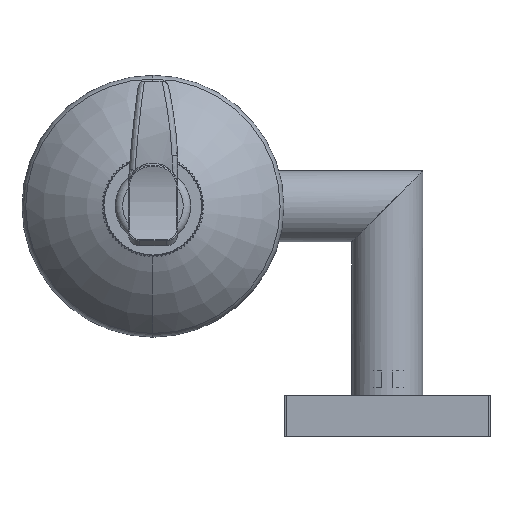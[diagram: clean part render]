
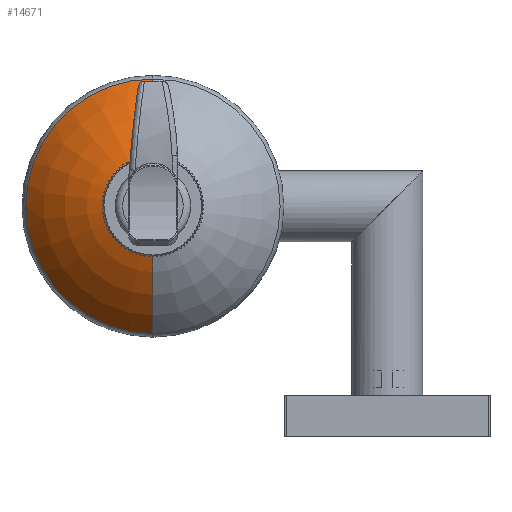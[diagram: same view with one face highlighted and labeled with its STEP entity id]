
A CAD part, top view. The second image highlights one B-rep face of the part: STEP entity #14671.
In plain terms, the highlighted toroidal (fillet/blend) face has major radius 8.4 mm and minor radius 53 mm.
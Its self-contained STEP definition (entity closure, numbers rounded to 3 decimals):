
#1481 = EDGE_CURVE ( 'NONE', #5547, #5544, #7896, .T. ) ;
#1483 = EDGE_CURVE ( 'NONE', #5528, #5548, #7898, .T. ) ;
#2786 = EDGE_CURVE ( 'NONE', #5547, #5528, #7922, .T. ) ;
#2787 = EDGE_CURVE ( 'NONE', #5544, #5548, #7923, .T. ) ;
#3612 = ORIENTED_EDGE ( 'NONE', *, *, #2787, .F. ) ;
#3613 = ORIENTED_EDGE ( 'NONE', *, *, #1481, .F. ) ;
#3614 = ORIENTED_EDGE ( 'NONE', *, *, #2786, .T. ) ;
#3615 = ORIENTED_EDGE ( 'NONE', *, *, #1483, .T. ) ;
#5042 = EDGE_LOOP ( 'NONE', ( #3613, #3614, #3615, #3612 ) ) ;
#5528 = VERTEX_POINT ( 'NONE', #18276 ) ;
#5544 = VERTEX_POINT ( 'NONE', #18793 ) ;
#5547 = VERTEX_POINT ( 'NONE', #18796 ) ;
#5548 = VERTEX_POINT ( 'NONE', #18797 ) ;
#7896 = CIRCLE ( 'NONE', #10830, 53. ) ;
#7898 = CIRCLE ( 'NONE', #10829, 53. ) ;
#7922 = CIRCLE ( 'NONE', #12668, 34. ) ;
#7923 = CIRCLE ( 'NONE', #12663, 11.055 ) ;
#10829 = AXIS2_PLACEMENT_3D ( 'NONE', #12025, #12026, #12027 ) ;
#10830 = AXIS2_PLACEMENT_3D ( 'NONE', #12016, #12020, #12021 ) ;
#12016 = CARTESIAN_POINT ( 'NONE',  ( 0., -83.1, 8.4 ) ) ;
#12020 = DIRECTION ( 'NONE',  ( 1., 0., 0. ) ) ;
#12021 = DIRECTION ( 'NONE',  ( 0., 0., -1. ) ) ;
#12025 = CARTESIAN_POINT ( 'NONE',  ( 0., -83.1, -8.4 ) ) ;
#12026 = DIRECTION ( 'NONE',  ( -1., 0., 0. ) ) ;
#12027 = DIRECTION ( 'NONE',  ( 0., 0., 1. ) ) ;
#12541 = CARTESIAN_POINT ( 'NONE',  ( 0., -51.3, 0. ) ) ;
#12542 = DIRECTION ( 'NONE',  ( 0., 1., 0. ) ) ;
#12543 = DIRECTION ( 'NONE',  ( 0., 0., 1. ) ) ;
#12544 = CARTESIAN_POINT ( 'NONE',  ( 0., -33.8, 0. ) ) ;
#12545 = DIRECTION ( 'NONE',  ( 0., 1., 0. ) ) ;
#12546 = DIRECTION ( 'NONE',  ( 0., 0., 1. ) ) ;
#12663 = AXIS2_PLACEMENT_3D ( 'NONE', #12544, #12545, #12546 ) ;
#12668 = AXIS2_PLACEMENT_3D ( 'NONE', #12541, #12542, #12543 ) ;
#14449 = TOROIDAL_SURFACE ( 'NONE', #23026, -8.4, 53. ) ;
#14671 = ADVANCED_FACE ( 'NONE', ( #23020 ), #14449, .T. ) ;
#18276 = CARTESIAN_POINT ( 'NONE',  ( 0., -51.3, 34. ) ) ;
#18793 = CARTESIAN_POINT ( 'NONE',  ( 0., -33.8, -11.055 ) ) ;
#18796 = CARTESIAN_POINT ( 'NONE',  ( 0., -51.3, -34. ) ) ;
#18797 = CARTESIAN_POINT ( 'NONE',  ( 0., -33.8, 11.055 ) ) ;
#22610 = CARTESIAN_POINT ( 'NONE',  ( 0., -83.1, 0. ) ) ;
#22611 = DIRECTION ( 'NONE',  ( 0., 1., 0. ) ) ;
#22612 = DIRECTION ( 'NONE',  ( 0., 0., 1. ) ) ;
#23020 = FACE_OUTER_BOUND ( 'NONE', #5042, .T. ) ;
#23026 = AXIS2_PLACEMENT_3D ( 'NONE', #22610, #22611, #22612 ) ;
